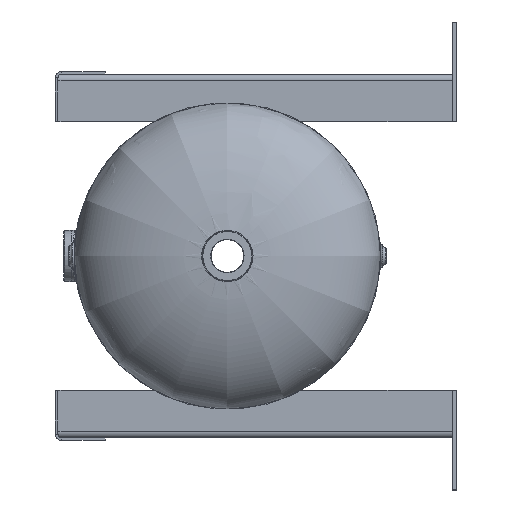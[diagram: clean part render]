
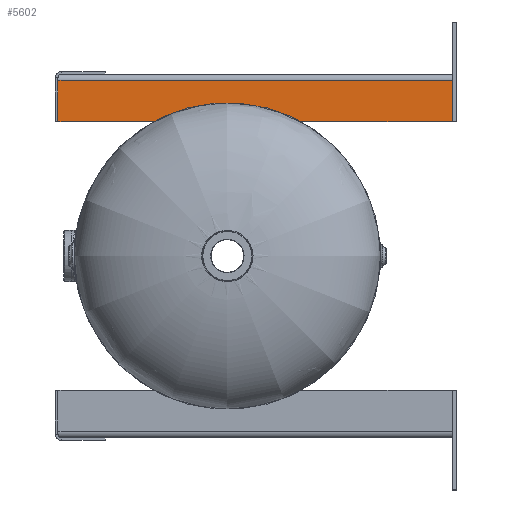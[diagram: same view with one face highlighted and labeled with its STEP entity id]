
A CAD part, left-side view. The second image highlights one B-rep face of the part: STEP entity #5602.
In plain terms, the highlighted face is planar.
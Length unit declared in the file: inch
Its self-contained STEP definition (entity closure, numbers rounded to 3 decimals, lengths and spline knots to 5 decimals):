
#347=CIRCLE('',#6088,8.);
#792=LINE('',#10913,#1324);
#802=LINE('',#10932,#1334);
#803=LINE('',#10935,#1335);
#807=LINE('',#10948,#1339);
#813=LINE('',#10959,#1345);
#1324=VECTOR('',#7278,0.3937);
#1334=VECTOR('',#7294,0.3937);
#1335=VECTOR('',#7297,0.3937);
#1339=VECTOR('',#7311,0.3937);
#1345=VECTOR('',#7321,0.3937);
#1607=PLANE('',#6105);
#2035=FACE_OUTER_BOUND('',#2472,.T.);
#2472=EDGE_LOOP('',(#5032,#5033,#5034,#5035,#5036,#5037));
#3025=VERTEX_POINT('',#10884);
#3026=VERTEX_POINT('',#10885);
#3037=VERTEX_POINT('',#10912);
#3043=VERTEX_POINT('',#10930);
#3044=VERTEX_POINT('',#10934);
#3048=VERTEX_POINT('',#10947);
#3686=EDGE_CURVE('',#3025,#3026,#347,.T.);
#3699=EDGE_CURVE('',#3037,#3025,#792,.T.);
#3709=EDGE_CURVE('',#3043,#3037,#802,.T.);
#3710=EDGE_CURVE('',#3044,#3043,#803,.T.);
#3717=EDGE_CURVE('',#3044,#3048,#807,.T.);
#3723=EDGE_CURVE('',#3026,#3048,#813,.T.);
#5032=ORIENTED_EDGE('',*,*,#3686,.T.);
#5033=ORIENTED_EDGE('',*,*,#3723,.T.);
#5034=ORIENTED_EDGE('',*,*,#3717,.F.);
#5035=ORIENTED_EDGE('',*,*,#3710,.T.);
#5036=ORIENTED_EDGE('',*,*,#3709,.T.);
#5037=ORIENTED_EDGE('',*,*,#3699,.T.);
#5602=ADVANCED_FACE('',(#2035),#1607,.T.);
#6088=AXIS2_PLACEMENT_3D('',#10886,#7255,#7256);
#6105=AXIS2_PLACEMENT_3D('',#10958,#7319,#7320);
#7255=DIRECTION('center_axis',(0.,1.,0.));
#7256=DIRECTION('ref_axis',(-1.,0.,0.));
#7278=DIRECTION('',(0.,0.,1.));
#7294=DIRECTION('',(1.,0.,0.));
#7297=DIRECTION('',(0.,0.,-1.));
#7311=DIRECTION('',(1.,0.,0.));
#7319=DIRECTION('center_axis',(0.,-1.,0.));
#7320=DIRECTION('ref_axis',(0.,0.,1.));
#7321=DIRECTION('',(0.,0.,1.));
#10884=CARTESIAN_POINT('',(-7.0205,-1.5,-5.29085));
#10885=CARTESIAN_POINT('',(-7.0205,-1.5,2.38055));
#10886=CARTESIAN_POINT('Origin',(0.,-1.5,-1.45515));
#10912=CARTESIAN_POINT('',(-7.0205,-1.5,-10.32065));
#10913=CARTESIAN_POINT('',(-7.0205,-1.5,-10.32065));
#10930=CARTESIAN_POINT('',(-9.1985,-1.5,-10.32065));
#10932=CARTESIAN_POINT('',(-14.51254,-1.5,-10.32065));
#10934=CARTESIAN_POINT('',(-9.1985,-1.5,10.32065));
#10935=CARTESIAN_POINT('',(-9.1985,-1.5,0.));
#10947=CARTESIAN_POINT('',(-7.0205,-1.5,10.32065));
#10948=CARTESIAN_POINT('',(-14.51254,-1.5,10.32065));
#10958=CARTESIAN_POINT('Origin',(-10.76652,-1.5,0.));
#10959=CARTESIAN_POINT('',(-7.0205,-1.5,-10.32065));
